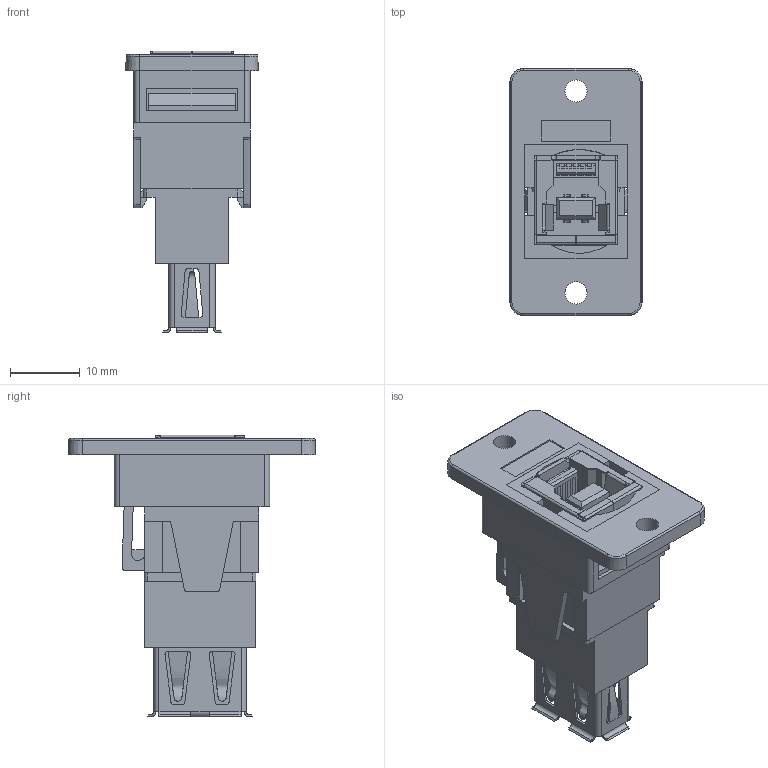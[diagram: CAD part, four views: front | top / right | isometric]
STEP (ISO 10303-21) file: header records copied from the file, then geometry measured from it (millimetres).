
FILE_DESCRIPTION(/* description */ (''),/* implementation_level */ '2;1');
FILE_NAME(/* name */ 'CP30606NX1 USB3 B-A 3.2 hole.stp',/* time_stamp */ '2021-07-07T10:19:52+01:00',/* author */ ('tottley'),/* organization */ (''),/* preprocessor_version */ 'ST-DEVELOPER v18',/* originating_system */ 'Autodesk Inventor 2020',/* authorisation */ '');
FILE_SCHEMA (('AUTOMOTIVE_DESIGN { 1 0 10303 214 3 1 1 }'));
Products named in the file (1): Part1
Bounding box: 19 x 35.5 x 40.5 mm (x, y, z)
Volume: 7005.4 mm3; surface area: 9856.7 mm2
Topology: 1 solids, 6 shells, 1165 faces, 3486 edges, 2218 vertices
Faces by surface type: plane 925, cylinder 151, bspline 81, torus 4, cone 4
Full cylindrical faces by diameter (mm): 3.2 x2
Entity records: 48104 total; most frequent: CARTESIAN_POINT 16373, ORIENTED_EDGE 6976, DIRECTION 5871, EDGE_CURVE 3488, LINE 3039, VECTOR 3039, VERTEX_POINT 2218, AXIS2_PLACEMENT_3D 1416
